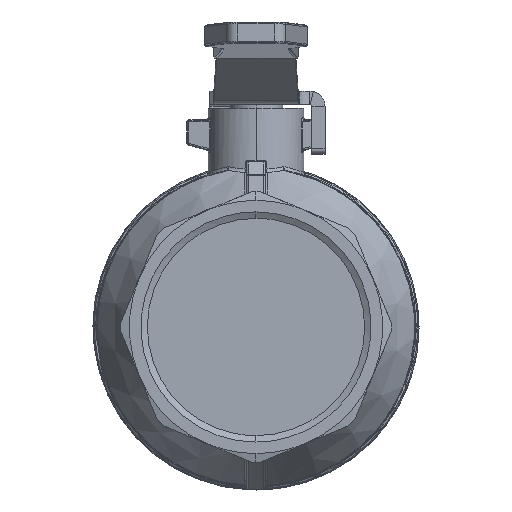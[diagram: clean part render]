
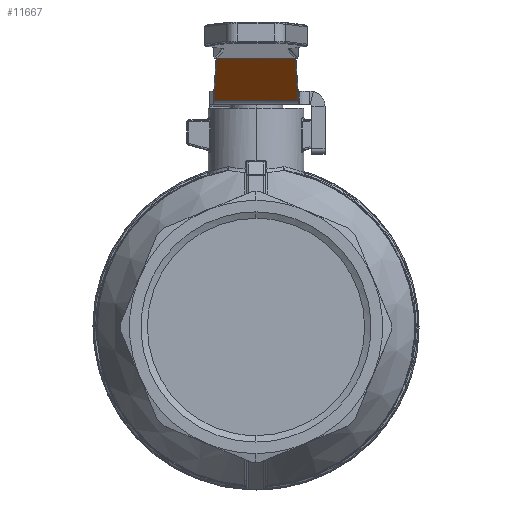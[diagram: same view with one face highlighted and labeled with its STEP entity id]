
A CAD part, left-side view. The second image highlights one B-rep face of the part: STEP entity #11667.
In plain terms, the highlighted planar face has unit normal (-0.5, 0, -0.866).
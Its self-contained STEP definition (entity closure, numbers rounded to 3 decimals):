
#11406=CARTESIAN_POINT('',(-37.555,10.16,70.412));
#11407=VERTEX_POINT('',#11406);
#11546=CARTESIAN_POINT('',(-37.555,-10.155,70.412));
#11547=VERTEX_POINT('',#11546);
#11601=CARTESIAN_POINT('',(-37.555,-10.155,70.412));
#11602=DIRECTION('',(-0.,1.,-0.));
#11603=VECTOR('',#11602,20.315);
#11604=LINE('',#11601,#11603);
#11605=EDGE_CURVE('',#11547,#11407,#11604,.T.);
#11637=CARTESIAN_POINT('',(-56.543,-1.157,81.375));
#11638=DIRECTION('',(0.5,0.,0.866));
#11639=DIRECTION('',(-0.866,-0.,0.5));
#11640=AXIS2_PLACEMENT_3D('',#11637,#11638,#11639);
#11641=PLANE('',#11640);
#11642=ORIENTED_EDGE('',*,*,#11605,.T.);
#11643=CARTESIAN_POINT('',(-17.681,10.96,58.938));
#11644=VERTEX_POINT('',#11643);
#11645=CARTESIAN_POINT('',(-17.681,10.96,58.938));
#11646=DIRECTION('',(-0.865,-0.035,0.5));
#11647=VECTOR('',#11646,22.963);
#11648=LINE('',#11645,#11647);
#11649=EDGE_CURVE('',#11644,#11407,#11648,.T.);
#11650=ORIENTED_EDGE('',*,*,#11649,.F.);
#11651=CARTESIAN_POINT('',(-17.681,-10.958,58.938));
#11652=VERTEX_POINT('',#11651);
#11653=CARTESIAN_POINT('',(-17.681,10.96,58.938));
#11654=DIRECTION('',(0.,-1.,0.));
#11655=VECTOR('',#11654,21.917);
#11656=LINE('',#11653,#11655);
#11657=EDGE_CURVE('',#11644,#11652,#11656,.T.);
#11658=ORIENTED_EDGE('',*,*,#11657,.T.);
#11659=CARTESIAN_POINT('',(-37.555,-10.155,70.412));
#11660=DIRECTION('',(0.865,-0.035,-0.5));
#11661=VECTOR('',#11660,22.963);
#11662=LINE('',#11659,#11661);
#11663=EDGE_CURVE('',#11547,#11652,#11662,.T.);
#11664=ORIENTED_EDGE('',*,*,#11663,.F.);
#11665=EDGE_LOOP('',(#11642,#11650,#11658,#11664));
#11666=FACE_BOUND('',#11665,.T.);
#11667=ADVANCED_FACE('',(#11666),#11641,.F.);
